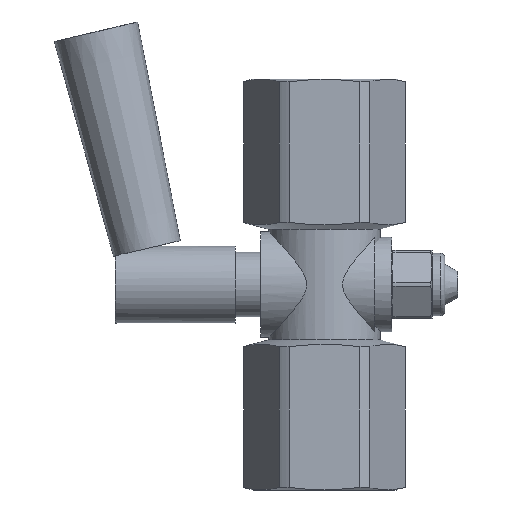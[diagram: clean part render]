
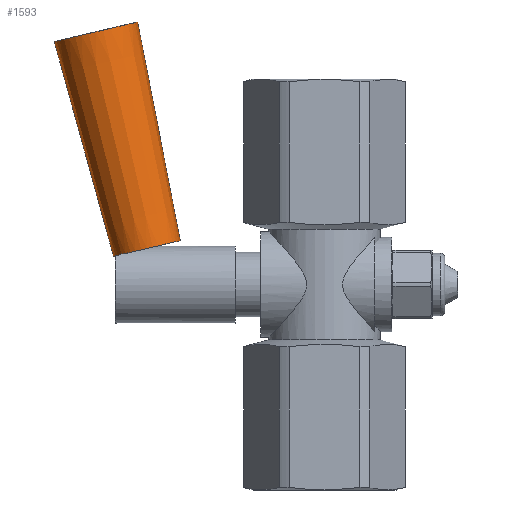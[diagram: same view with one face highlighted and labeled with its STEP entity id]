
A CAD part, left-side view. The second image highlights one B-rep face of the part: STEP entity #1593.
In plain terms, the highlighted conical face has half-angle 2.203 degrees and reference radius 4.5 mm.
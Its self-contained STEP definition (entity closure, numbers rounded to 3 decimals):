
#71=CONICAL_SURFACE('',#1810,4.5,0.038);
#109=FACE_BOUND('',#486,.T.);
#235=CIRCLE('',#1811,4.);
#236=CIRCLE('',#1812,5.);
#342=FACE_OUTER_BOUND('',#485,.T.);
#485=EDGE_LOOP('',(#1440));
#486=EDGE_LOOP('',(#1441));
#809=VERTEX_POINT('',#3013);
#810=VERTEX_POINT('',#3015);
#1020=EDGE_CURVE('',#809,#809,#235,.T.);
#1021=EDGE_CURVE('',#810,#810,#236,.T.);
#1440=ORIENTED_EDGE('',*,*,#1020,.F.);
#1441=ORIENTED_EDGE('',*,*,#1021,.T.);
#1593=ADVANCED_FACE('',(#342,#109),#71,.T.);
#1810=AXIS2_PLACEMENT_3D('',#3012,#2265,#2266);
#1811=AXIS2_PLACEMENT_3D('',#3014,#2267,#2268);
#1812=AXIS2_PLACEMENT_3D('',#3016,#2269,#2270);
#2265=DIRECTION('center_axis',(0.,0.229,0.973));
#2266=DIRECTION('ref_axis',(0.,0.973,-0.229));
#2267=DIRECTION('center_axis',(0.,-0.229,-0.973));
#2268=DIRECTION('ref_axis',(1.,0.,0.));
#2269=DIRECTION('center_axis',(0.,-0.229,-0.973));
#2270=DIRECTION('ref_axis',(1.,0.,0.));
#3012=CARTESIAN_POINT('Origin',(0.,23.731,16.87));
#3013=CARTESIAN_POINT('',(0.,24.65,3.3));
#3014=CARTESIAN_POINT('Origin',(0.,20.756,4.215));
#3015=CARTESIAN_POINT('',(0.,31.574,28.381));
#3016=CARTESIAN_POINT('Origin',(0.,26.707,29.525));
